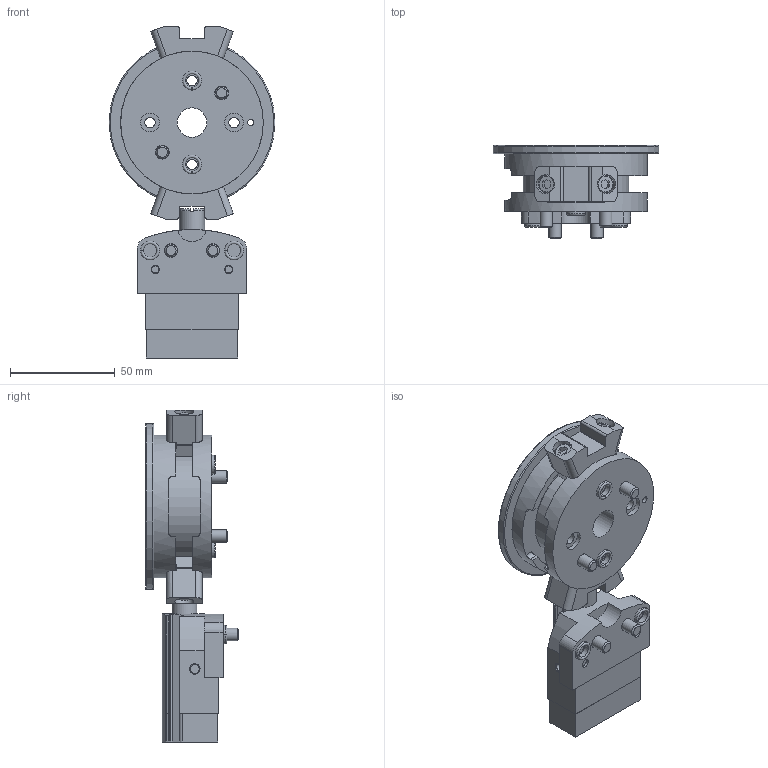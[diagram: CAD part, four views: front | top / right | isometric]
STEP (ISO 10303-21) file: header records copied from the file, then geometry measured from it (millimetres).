
FILE_DESCRIPTION(/* description */ ('STEP AP214'),/* implementation_level */ '2;1');
FILE_NAME(/* name */ '1631139_DADL-EL-Q11-32',/* time_stamp */ '2024-08-05T07:58:46+02:00',/* author */ ('License CC BY-ND 4.0'),/* organization */ ('CADENAS'),/* preprocessor_version */ 'ST-DEVELOPER v19.3',/* originating_system */ 'PARTsolutions',/* authorisation */ ' ');
FILE_SCHEMA (('AUTOMOTIVE_DESIGN {1 0 10303 214 3 1 1}'));
Length unit declared in the file: millimetre
Products named in the file (9): 1631139 DADL-EL-Q11-32---(32_0_0); 1593980 DRRD-32_p; DIN-912 - M6x30(F); 8137184 ZBH-9-B; 1631170 DADL-EC-Q11-32; 1631139 DADL-EL-Q11-32_(zyl); 1371780 DADL-12_(ks); DIN-912 - M6x10(F); 174308 B-M5-B
Assembly tree (14 placements, depth 2):
  1631139 DADL-EL-Q11-32---(32_0_0)
    1593980 DRRD-32_p
    DIN-912 - M6x30(F)  x2
    8137184 ZBH-9-B  x4
    1631170 DADL-EC-Q11-32  x2
    1631139 DADL-EL-Q11-32_(zyl)
    1371780 DADL-12_(ks)
    DIN-912 - M6x10(F)  x2
    174308 B-M5-B
Bounding box: 79 x 44.3 x 158.2 mm (x, y, z)
Volume: 166240.1 mm3; surface area: 57258 mm2
Topology: 14 solids, 14 shells, 546 faces, 1268 edges, 809 vertices
Faces by surface type: plane 288, cylinder 177, cone 66, torus 15
Full cylindrical faces by diameter (mm): 3 x2, 4 x2, 4.134 x2, 4.917 x4, 5 x10, 6 x4, 6.4 x2, 6.5 x2, 7 x4, 7.2 x1, 8 x2, 8.5 x4, 9 x14, 10 x4, 11 x4, 12 x2, 14 x1, 16 x2, 50.5 x1, 68 x2, 79 x1
Entity records: 10611 total; most frequent: CARTESIAN_POINT 2051, DIRECTION 1765, ORIENTED_EDGE 1536, EDGE_CURVE 768, AXIS2_PLACEMENT_3D 682, VERTEX_POINT 548, FACE_BOUND 540, EDGE_LOOP 538
